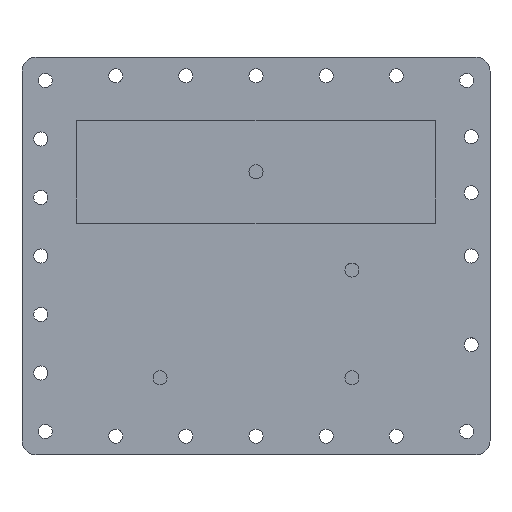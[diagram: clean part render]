
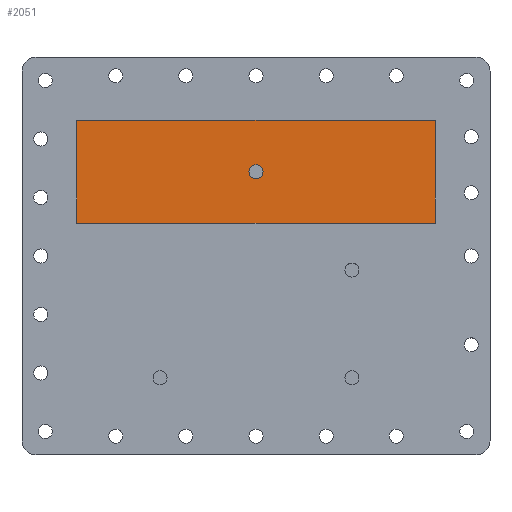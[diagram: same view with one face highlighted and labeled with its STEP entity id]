
A CAD part, top view. The second image highlights one B-rep face of the part: STEP entity #2051.
In plain terms, the highlighted planar face has unit normal (0, 0, 1).
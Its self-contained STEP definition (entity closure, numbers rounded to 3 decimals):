
#40=FACE_BOUND('',#631,.T.);
#141=PLANE('',#2283);
#240=LINE('',#4136,#316);
#244=LINE('',#4143,#320);
#247=LINE('',#4149,#323);
#249=LINE('',#4152,#325);
#316=VECTOR('',#2759,10.);
#320=VECTOR('',#2765,10.);
#323=VECTOR('',#2770,10.);
#325=VECTOR('',#2774,10.);
#475=FACE_OUTER_BOUND('',#630,.T.);
#630=EDGE_LOOP('',(#1788,#1789,#1790,#1791));
#631=EDGE_LOOP('',(#1792));
#911=CIRCLE('',#2284,1.5);
#1106=VERTEX_POINT('',#4133);
#1107=VERTEX_POINT('',#4135);
#1109=VERTEX_POINT('',#4141);
#1111=VERTEX_POINT('',#4147);
#1112=VERTEX_POINT('',#4154);
#1369=EDGE_CURVE('',#1106,#1107,#240,.T.);
#1373=EDGE_CURVE('',#1109,#1106,#244,.T.);
#1376=EDGE_CURVE('',#1111,#1109,#247,.T.);
#1378=EDGE_CURVE('',#1107,#1111,#249,.T.);
#1379=EDGE_CURVE('',#1112,#1112,#911,.T.);
#1788=ORIENTED_EDGE('',*,*,#1378,.F.);
#1789=ORIENTED_EDGE('',*,*,#1369,.F.);
#1790=ORIENTED_EDGE('',*,*,#1373,.F.);
#1791=ORIENTED_EDGE('',*,*,#1376,.F.);
#1792=ORIENTED_EDGE('',*,*,#1379,.F.);
#2051=ADVANCED_FACE('',(#475,#40),#141,.F.);
#2283=AXIS2_PLACEMENT_3D('',#4153,#2775,#2776);
#2284=AXIS2_PLACEMENT_3D('',#4155,#2777,#2778);
#2759=DIRECTION('',(0.,1.,0.));
#2765=DIRECTION('',(-1.,0.,0.));
#2770=DIRECTION('',(0.,-1.,0.));
#2774=DIRECTION('',(1.,0.,0.));
#2775=DIRECTION('center_axis',(0.,0.,-1.));
#2776=DIRECTION('ref_axis',(-1.,0.,0.));
#2777=DIRECTION('center_axis',(0.,0.,1.));
#2778=DIRECTION('ref_axis',(-1.,0.,0.));
#4133=CARTESIAN_POINT('',(-38.25,7.,0.));
#4135=CARTESIAN_POINT('',(-38.25,29.,0.));
#4136=CARTESIAN_POINT('',(-38.25,7.,0.));
#4141=CARTESIAN_POINT('',(38.25,7.,0.));
#4143=CARTESIAN_POINT('',(38.25,7.,0.));
#4147=CARTESIAN_POINT('',(38.25,29.,0.));
#4149=CARTESIAN_POINT('',(38.25,29.,0.));
#4152=CARTESIAN_POINT('',(-38.25,29.,0.));
#4153=CARTESIAN_POINT('Origin',(0.,18.,0.));
#4154=CARTESIAN_POINT('',(1.5,18.,0.));
#4155=CARTESIAN_POINT('Origin',(0.,18.,0.));
